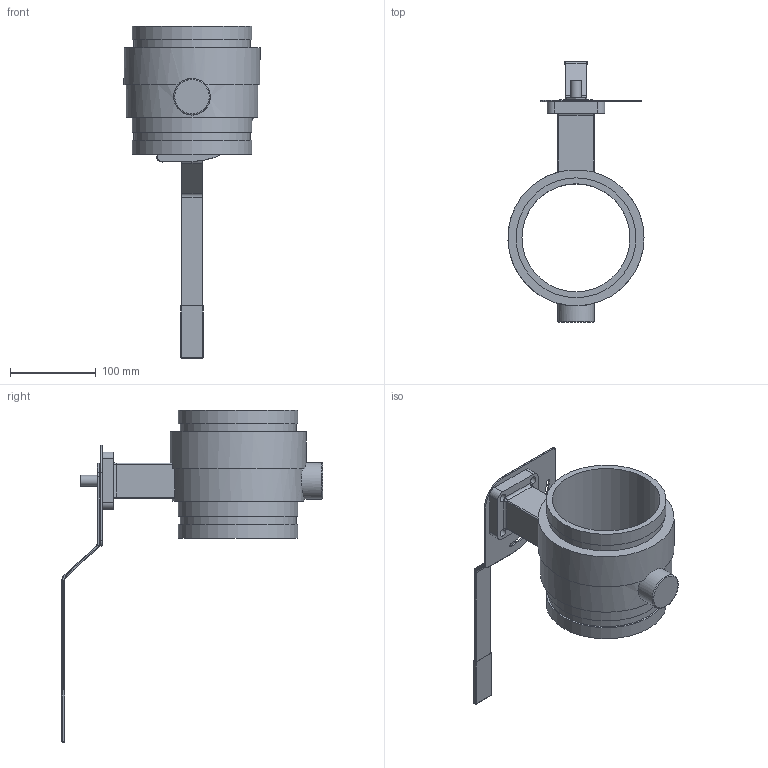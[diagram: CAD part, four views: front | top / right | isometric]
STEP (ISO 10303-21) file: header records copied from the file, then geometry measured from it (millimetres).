
FILE_DESCRIPTION (( 'STEP AP214' ), '1' );
FILE_NAME ('V100-AK-139-x Typ E461 DN125 500 Ø139.7 1901.STEP', '2019-01-03T08:05:06', ( '' ), ( '' ), 'SwSTEP 2.0', 'SolidWorks 2016', '' );
FILE_SCHEMA (( 'AUTOMOTIVE_DESIGN' ));
Length unit declared in the file: millimetre
Products named in the file (1): V100-AK-139-x Typ E461 DN125 500 Ø139.7 1901
Bounding box: 158.7 x 304.66 x 387.35 mm (x, y, z)
Volume: 974631.9 mm3; surface area: 210106.7 mm2
Topology: 1 solids, 2 shells, 317 faces, 794 edges, 510 vertices
Faces by surface type: plane 142, bspline 76, cylinder 74, torus 19, sphere 6
Full cylindrical faces by diameter (mm): 8.331 x4, 9.652 x4, 12.7 x2, 38.1 x1, 42.672 x1, 54.102 x1, 125.984 x1, 135.484 x2, 139.7 x3, 153.67 x1, 158.75 x1
Entity records: 17219 total; most frequent: CARTESIAN_POINT 6644, ORIENTED_EDGE 1522, DIRECTION 1260, EDGE_CURVE 761, VERTEX_POINT 501, VECTOR 422, LINE 422, AXIS2_PLACEMENT_3D 419
